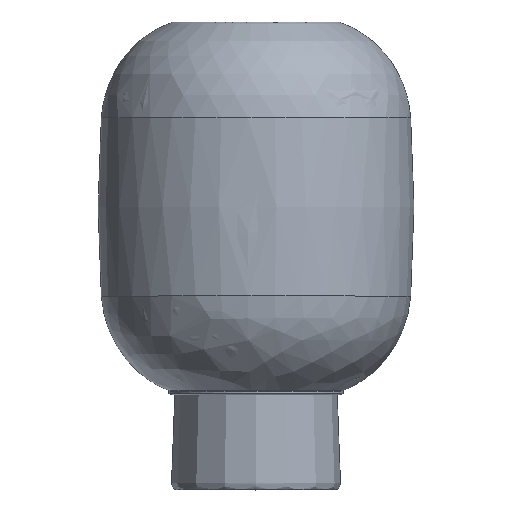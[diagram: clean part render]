
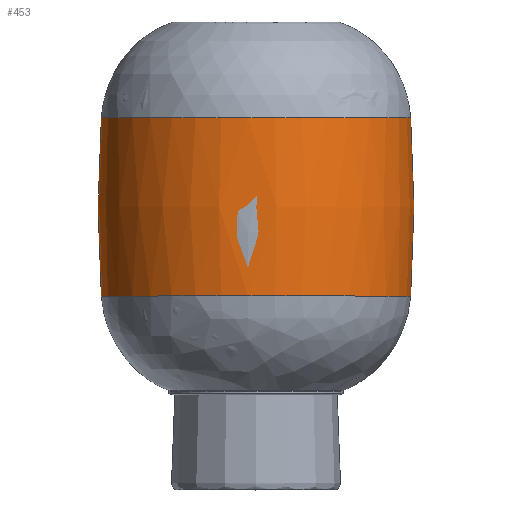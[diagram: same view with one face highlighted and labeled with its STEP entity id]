
A CAD part, top view. The second image highlights one B-rep face of the part: STEP entity #453.
In plain terms, the highlighted free-form (B-spline) face has degree [3, 2] with [6, 9] control points.
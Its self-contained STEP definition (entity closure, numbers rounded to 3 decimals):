
#37=B_SPLINE_CURVE_WITH_KNOTS('',3,(#3445,#3446,#3447,#3448,#3449,#3450),
 .UNSPECIFIED.,.F.,.F.,(4,2,4),(-22.661,-11.33,0.),
 .UNSPECIFIED.);
#38=B_SPLINE_CURVE_WITH_KNOTS('',3,(#3451,#3452,#3453,#3454,#3455,#3456),
 .UNSPECIFIED.,.F.,.F.,(4,2,4),(-22.661,-11.33,0.),
 .UNSPECIFIED.);
#50=(
BOUNDED_SURFACE()
B_SPLINE_SURFACE(3,2,((#3391,#3392,#3393,#3394,#3395,#3396,#3397,#3398,
#3399),(#3400,#3401,#3402,#3403,#3404,#3405,#3406,#3407,#3408),(#3409,#3410,
#3411,#3412,#3413,#3414,#3415,#3416,#3417),(#3418,#3419,#3420,#3421,#3422,
#3423,#3424,#3425,#3426),(#3427,#3428,#3429,#3430,#3431,#3432,#3433,#3434,
#3435),(#3436,#3437,#3438,#3439,#3440,#3441,#3442,#3443,#3444)),
 .UNSPECIFIED.,.F.,.T.,.F.)
B_SPLINE_SURFACE_WITH_KNOTS((4,2,4),(3,2,2,2,3),(-22.661,-11.33,
0.),(0.,1.571,3.142,4.712,6.283),
 .UNSPECIFIED.)
GEOMETRIC_REPRESENTATION_ITEM()
RATIONAL_B_SPLINE_SURFACE(((1.,0.707,1.,0.707,1.,
0.707,1.,0.707,1.),(1.,0.707,1.,0.707,
1.,0.707,1.,0.707,1.),(1.,0.707,1.,
0.707,1.,0.707,1.,0.707,1.),(1.,0.707,
1.,0.707,1.,0.707,1.,0.707,1.),(1.,
0.707,1.,0.707,1.,0.707,1.,0.707,
1.),(1.,0.707,1.,0.707,1.,0.707,1.,
0.707,1.)))
REPRESENTATION_ITEM('')
SURFACE()
);
#131=FACE_OUTER_BOUND('',#179,.T.);
#179=EDGE_LOOP('',(#407,#408,#409,#410));
#216=CIRCLE('',#592,185.706);
#220=CIRCLE('',#597,185.706);
#244=VERTEX_POINT('',#1893);
#245=VERTEX_POINT('',#1904);
#252=VERTEX_POINT('',#2333);
#253=VERTEX_POINT('',#2346);
#299=EDGE_CURVE('',#252,#253,#216,.T.);
#306=EDGE_CURVE('',#245,#244,#220,.T.);
#307=EDGE_CURVE('',#252,#244,#37,.T.);
#308=EDGE_CURVE('',#253,#245,#38,.T.);
#407=ORIENTED_EDGE('',*,*,#299,.F.);
#408=ORIENTED_EDGE('',*,*,#307,.T.);
#409=ORIENTED_EDGE('',*,*,#306,.F.);
#410=ORIENTED_EDGE('',*,*,#308,.F.);
#453=ADVANCED_FACE('',(#131),#50,.T.);
#592=AXIS2_PLACEMENT_3D('',#2347,#712,#713);
#597=AXIS2_PLACEMENT_3D('',#3390,#722,#723);
#712=DIRECTION('center_axis',(0.,0.,-1.));
#713=DIRECTION('ref_axis',(-1.,0.,0.));
#722=DIRECTION('center_axis',(0.,0.,1.));
#723=DIRECTION('ref_axis',(1.,0.,0.));
#1893=CARTESIAN_POINT('',(0.012,-2290.015,377.542));
#1904=CARTESIAN_POINT('',(0.012,-1918.604,377.542));
#2333=CARTESIAN_POINT('',(0.012,-2290.015,163.645));
#2346=CARTESIAN_POINT('',(0.012,-1918.604,163.645));
#2347=CARTESIAN_POINT('Origin',(0.012,-2104.309,163.645));
#3390=CARTESIAN_POINT('Origin',(0.012,-2104.309,377.542));
#3391=CARTESIAN_POINT('Ctrl Pts',(0.012,-1918.604,
163.645));
#3392=CARTESIAN_POINT('Ctrl Pts',(185.718,-1918.604,163.645));
#3393=CARTESIAN_POINT('Ctrl Pts',(185.718,-2104.309,163.645));
#3394=CARTESIAN_POINT('Ctrl Pts',(185.718,-2290.015,163.645));
#3395=CARTESIAN_POINT('Ctrl Pts',(0.012,-2290.015,
163.645));
#3396=CARTESIAN_POINT('Ctrl Pts',(-185.694,-2290.015,163.645));
#3397=CARTESIAN_POINT('Ctrl Pts',(-185.694,-2104.309,163.645));
#3398=CARTESIAN_POINT('Ctrl Pts',(-185.694,-1918.604,163.645));
#3399=CARTESIAN_POINT('Ctrl Pts',(0.012,-1918.604,
163.645));
#3400=CARTESIAN_POINT('Ctrl Pts',(0.012,-1915.86,
198.549));
#3401=CARTESIAN_POINT('Ctrl Pts',(188.462,-1915.86,198.549));
#3402=CARTESIAN_POINT('Ctrl Pts',(188.462,-2104.309,198.549));
#3403=CARTESIAN_POINT('Ctrl Pts',(188.462,-2292.759,198.549));
#3404=CARTESIAN_POINT('Ctrl Pts',(0.012,-2292.759,
198.549));
#3405=CARTESIAN_POINT('Ctrl Pts',(-188.438,-2292.759,198.549));
#3406=CARTESIAN_POINT('Ctrl Pts',(-188.438,-2104.309,198.549));
#3407=CARTESIAN_POINT('Ctrl Pts',(-188.438,-1915.86,198.549));
#3408=CARTESIAN_POINT('Ctrl Pts',(0.012,-1915.86,
198.549));
#3409=CARTESIAN_POINT('Ctrl Pts',(0.012,-1914.649,
235.415));
#3410=CARTESIAN_POINT('Ctrl Pts',(189.673,-1914.649,235.415));
#3411=CARTESIAN_POINT('Ctrl Pts',(189.673,-2104.309,235.415));
#3412=CARTESIAN_POINT('Ctrl Pts',(189.673,-2293.97,235.415));
#3413=CARTESIAN_POINT('Ctrl Pts',(0.012,-2293.97,
235.415));
#3414=CARTESIAN_POINT('Ctrl Pts',(-189.649,-2293.97,235.415));
#3415=CARTESIAN_POINT('Ctrl Pts',(-189.649,-2104.309,235.415));
#3416=CARTESIAN_POINT('Ctrl Pts',(-189.649,-1914.649,235.415));
#3417=CARTESIAN_POINT('Ctrl Pts',(0.012,-1914.649,
235.415));
#3418=CARTESIAN_POINT('Ctrl Pts',(0.012,-1914.649,305.775));
#3419=CARTESIAN_POINT('Ctrl Pts',(189.672,-1914.649,305.775));
#3420=CARTESIAN_POINT('Ctrl Pts',(189.672,-2104.309,305.775));
#3421=CARTESIAN_POINT('Ctrl Pts',(189.672,-2293.97,305.775));
#3422=CARTESIAN_POINT('Ctrl Pts',(0.012,-2293.97,305.775));
#3423=CARTESIAN_POINT('Ctrl Pts',(-189.649,-2293.97,305.775));
#3424=CARTESIAN_POINT('Ctrl Pts',(-189.649,-2104.309,305.775));
#3425=CARTESIAN_POINT('Ctrl Pts',(-189.649,-1914.649,305.775));
#3426=CARTESIAN_POINT('Ctrl Pts',(0.012,-1914.649,305.775));
#3427=CARTESIAN_POINT('Ctrl Pts',(0.012,-1915.86,
342.639));
#3428=CARTESIAN_POINT('Ctrl Pts',(188.461,-1915.86,342.639));
#3429=CARTESIAN_POINT('Ctrl Pts',(188.461,-2104.309,342.639));
#3430=CARTESIAN_POINT('Ctrl Pts',(188.461,-2292.759,342.639));
#3431=CARTESIAN_POINT('Ctrl Pts',(0.012,-2292.759,
342.639));
#3432=CARTESIAN_POINT('Ctrl Pts',(-188.438,-2292.759,342.639));
#3433=CARTESIAN_POINT('Ctrl Pts',(-188.438,-2104.309,342.639));
#3434=CARTESIAN_POINT('Ctrl Pts',(-188.438,-1915.86,342.639));
#3435=CARTESIAN_POINT('Ctrl Pts',(0.012,-1915.86,
342.639));
#3436=CARTESIAN_POINT('Ctrl Pts',(0.012,-1918.604,
377.542));
#3437=CARTESIAN_POINT('Ctrl Pts',(185.718,-1918.604,377.542));
#3438=CARTESIAN_POINT('Ctrl Pts',(185.718,-2104.309,377.542));
#3439=CARTESIAN_POINT('Ctrl Pts',(185.718,-2290.015,377.542));
#3440=CARTESIAN_POINT('Ctrl Pts',(0.012,-2290.015,
377.542));
#3441=CARTESIAN_POINT('Ctrl Pts',(-185.694,-2290.015,377.542));
#3442=CARTESIAN_POINT('Ctrl Pts',(-185.694,-2104.309,377.542));
#3443=CARTESIAN_POINT('Ctrl Pts',(-185.694,-1918.604,377.542));
#3444=CARTESIAN_POINT('Ctrl Pts',(0.012,-1918.604,
377.542));
#3445=CARTESIAN_POINT('Ctrl Pts',(0.012,-2290.015,
163.645));
#3446=CARTESIAN_POINT('Ctrl Pts',(0.012,-2292.759,
198.549));
#3447=CARTESIAN_POINT('Ctrl Pts',(0.012,-2293.97,
235.415));
#3448=CARTESIAN_POINT('Ctrl Pts',(0.012,-2293.97,305.775));
#3449=CARTESIAN_POINT('Ctrl Pts',(0.012,-2292.759,
342.639));
#3450=CARTESIAN_POINT('Ctrl Pts',(0.012,-2290.015,
377.542));
#3451=CARTESIAN_POINT('Ctrl Pts',(0.012,-1918.604,
163.645));
#3452=CARTESIAN_POINT('Ctrl Pts',(0.012,-1915.86,
198.549));
#3453=CARTESIAN_POINT('Ctrl Pts',(0.012,-1914.649,
235.415));
#3454=CARTESIAN_POINT('Ctrl Pts',(0.012,-1914.649,305.775));
#3455=CARTESIAN_POINT('Ctrl Pts',(0.012,-1915.86,
342.639));
#3456=CARTESIAN_POINT('Ctrl Pts',(0.012,-1918.604,
377.542));
